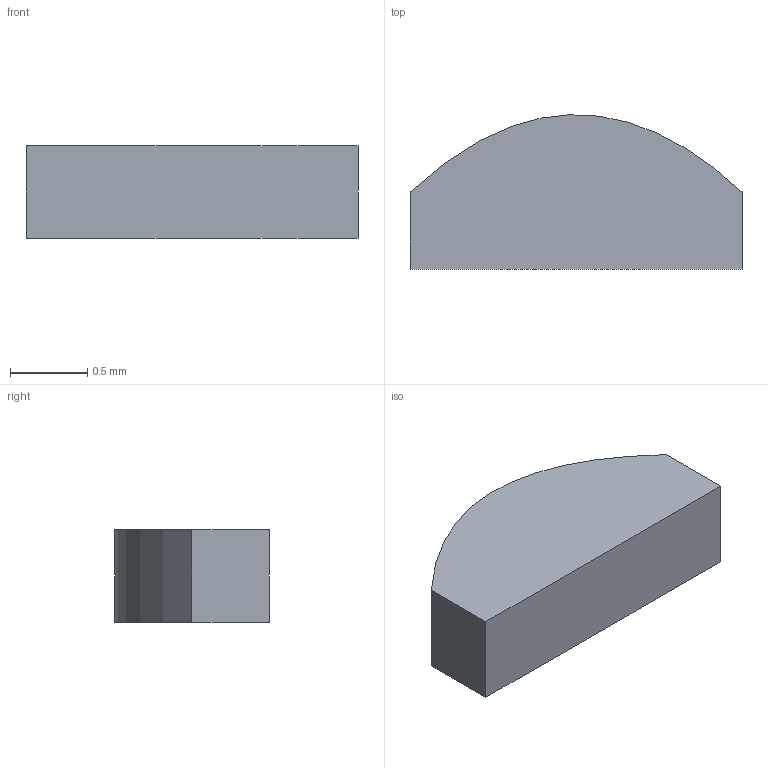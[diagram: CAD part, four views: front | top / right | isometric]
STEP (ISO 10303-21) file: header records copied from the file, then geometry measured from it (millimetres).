
FILE_DESCRIPTION(/* description */ (''),/* implementation_level */ '2;1');
FILE_NAME(/* name */ '5f091e96e5962113c1051660',/* time_stamp */ '2020-07-11T02:06:14+00:00',/* author */ (''),/* organization */ (''),/* preprocessor_version */ 'ST-DEVELOPER v16.7',/* originating_system */ $,/* authorisation */ $);
FILE_SCHEMA (('AUTOMOTIVE_DESIGN {1 0 10303 214 3 1 1}'));
Length unit declared in the file: metre
Products named in the file (1): Part 1
Bounding box: 2.15 x 1 x 0.6 mm (x, y, z)
Volume: 1.1 mm3; surface area: 6.9 mm2
Topology: 1 solids, 1 shells, 6 faces, 12 edges, 8 vertices
Faces by surface type: plane 5, bspline 1
Entity records: 188 total; most frequent: CARTESIAN_POINT 38, ORIENTED_EDGE 24, DIRECTION 22, EDGE_CURVE 12, LINE 10, VECTOR 10, VERTEX_POINT 8, EDGE_LOOP 6
